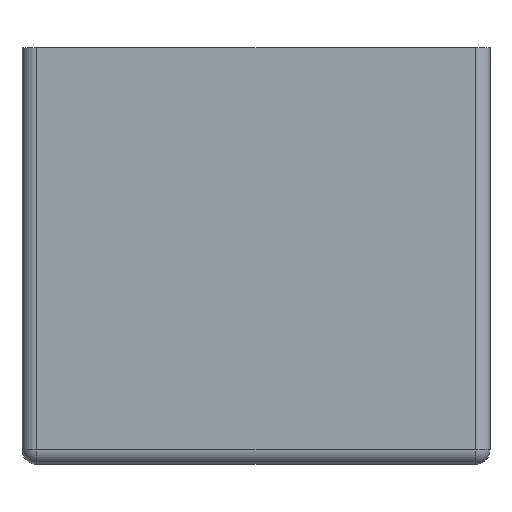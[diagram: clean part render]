
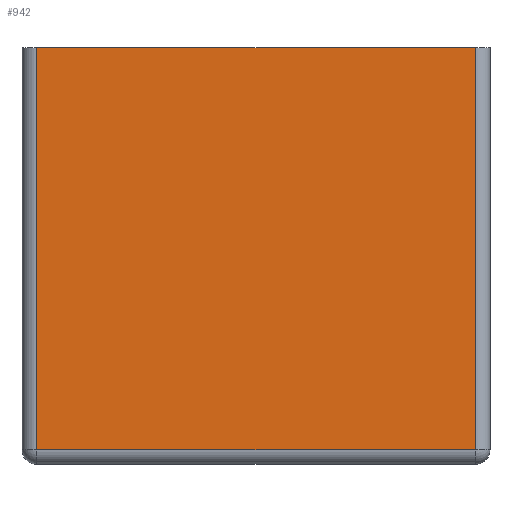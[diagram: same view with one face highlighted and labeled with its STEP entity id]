
A CAD part, front view. The second image highlights one B-rep face of the part: STEP entity #942.
In plain terms, the highlighted planar face has unit normal (0, -1, 0).
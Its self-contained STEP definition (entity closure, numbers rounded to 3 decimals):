
#72 = PLANE('',#73);
#73 = AXIS2_PLACEMENT_3D('',#74,#75,#76);
#74 = CARTESIAN_POINT('',(0.,0.,55.));
#75 = DIRECTION('',(0.,0.,1.));
#76 = DIRECTION('',(1.,0.,0.));
#497 = VERTEX_POINT('',#498);
#498 = CARTESIAN_POINT('',(-30.,-17.,55.));
#517 = CYLINDRICAL_SURFACE('',#518,2.);
#518 = AXIS2_PLACEMENT_3D('',#519,#520,#521);
#519 = CARTESIAN_POINT('',(-30.,-15.,0.));
#520 = DIRECTION('',(0.,0.,1.));
#521 = DIRECTION('',(1.,0.,0.));
#529 = EDGE_CURVE('',#530,#497,#532,.T.);
#530 = VERTEX_POINT('',#531);
#531 = CARTESIAN_POINT('',(30.,-17.,55.));
#532 = SURFACE_CURVE('',#533,(#537,#544),.PCURVE_S1.);
#533 = LINE('',#534,#535);
#534 = CARTESIAN_POINT('',(30.,-17.,55.));
#535 = VECTOR('',#536,1.);
#536 = DIRECTION('',(-1.,0.,0.));
#537 = PCURVE('',#72,#538);
#538 = DEFINITIONAL_REPRESENTATION('',(#539),#543);
#539 = LINE('',#540,#541);
#540 = CARTESIAN_POINT('',(30.,-17.));
#541 = VECTOR('',#542,1.);
#542 = DIRECTION('',(-1.,0.));
#543 = ( GEOMETRIC_REPRESENTATION_CONTEXT(2) 
PARAMETRIC_REPRESENTATION_CONTEXT() REPRESENTATION_CONTEXT('2D SPACE',''
  ) );
#544 = PCURVE('',#545,#550);
#545 = PLANE('',#546);
#546 = AXIS2_PLACEMENT_3D('',#547,#548,#549);
#547 = CARTESIAN_POINT('',(30.,-17.,0.));
#548 = DIRECTION('',(0.,-1.,0.));
#549 = DIRECTION('',(-1.,0.,0.));
#550 = DEFINITIONAL_REPRESENTATION('',(#551),#555);
#551 = LINE('',#552,#553);
#552 = CARTESIAN_POINT('',(0.,-55.));
#553 = VECTOR('',#554,1.);
#554 = DIRECTION('',(1.,0.));
#555 = ( GEOMETRIC_REPRESENTATION_CONTEXT(2) 
PARAMETRIC_REPRESENTATION_CONTEXT() REPRESENTATION_CONTEXT('2D SPACE',''
  ) );
#576 = CYLINDRICAL_SURFACE('',#577,2.);
#577 = AXIS2_PLACEMENT_3D('',#578,#579,#580);
#578 = CARTESIAN_POINT('',(30.,-15.,0.));
#579 = DIRECTION('',(0.,0.,1.));
#580 = DIRECTION('',(0.,1.,0.));
#871 = EDGE_CURVE('',#872,#530,#874,.T.);
#872 = VERTEX_POINT('',#873);
#873 = CARTESIAN_POINT('',(30.,-17.,0.));
#874 = SURFACE_CURVE('',#875,(#879,#886),.PCURVE_S1.);
#875 = LINE('',#876,#877);
#876 = CARTESIAN_POINT('',(30.,-17.,0.));
#877 = VECTOR('',#878,1.);
#878 = DIRECTION('',(0.,0.,1.));
#879 = PCURVE('',#576,#880);
#880 = DEFINITIONAL_REPRESENTATION('',(#881),#885);
#881 = LINE('',#882,#883);
#882 = CARTESIAN_POINT('',(-3.142,0.));
#883 = VECTOR('',#884,1.);
#884 = DIRECTION('',(-0.,1.));
#885 = ( GEOMETRIC_REPRESENTATION_CONTEXT(2) 
PARAMETRIC_REPRESENTATION_CONTEXT() REPRESENTATION_CONTEXT('2D SPACE',''
  ) );
#886 = PCURVE('',#545,#887);
#887 = DEFINITIONAL_REPRESENTATION('',(#888),#892);
#888 = LINE('',#889,#890);
#889 = CARTESIAN_POINT('',(0.,-0.));
#890 = VECTOR('',#891,1.);
#891 = DIRECTION('',(0.,-1.));
#892 = ( GEOMETRIC_REPRESENTATION_CONTEXT(2) 
PARAMETRIC_REPRESENTATION_CONTEXT() REPRESENTATION_CONTEXT('2D SPACE',''
  ) );
#942 = ADVANCED_FACE('',(#943),#545,.T.);
#943 = FACE_BOUND('',#944,.T.);
#944 = EDGE_LOOP('',(#945,#968,#994,#995));
#945 = ORIENTED_EDGE('',*,*,#946,.F.);
#946 = EDGE_CURVE('',#947,#497,#949,.T.);
#947 = VERTEX_POINT('',#948);
#948 = CARTESIAN_POINT('',(-30.,-17.,0.));
#949 = SURFACE_CURVE('',#950,(#954,#961),.PCURVE_S1.);
#950 = LINE('',#951,#952);
#951 = CARTESIAN_POINT('',(-30.,-17.,0.));
#952 = VECTOR('',#953,1.);
#953 = DIRECTION('',(0.,0.,1.));
#954 = PCURVE('',#545,#955);
#955 = DEFINITIONAL_REPRESENTATION('',(#956),#960);
#956 = LINE('',#957,#958);
#957 = CARTESIAN_POINT('',(60.,0.));
#958 = VECTOR('',#959,1.);
#959 = DIRECTION('',(0.,-1.));
#960 = ( GEOMETRIC_REPRESENTATION_CONTEXT(2) 
PARAMETRIC_REPRESENTATION_CONTEXT() REPRESENTATION_CONTEXT('2D SPACE',''
  ) );
#961 = PCURVE('',#517,#962);
#962 = DEFINITIONAL_REPRESENTATION('',(#963),#967);
#963 = LINE('',#964,#965);
#964 = CARTESIAN_POINT('',(-1.571,0.));
#965 = VECTOR('',#966,1.);
#966 = DIRECTION('',(-0.,1.));
#967 = ( GEOMETRIC_REPRESENTATION_CONTEXT(2) 
PARAMETRIC_REPRESENTATION_CONTEXT() REPRESENTATION_CONTEXT('2D SPACE',''
  ) );
#968 = ORIENTED_EDGE('',*,*,#969,.F.);
#969 = EDGE_CURVE('',#872,#947,#970,.T.);
#970 = SURFACE_CURVE('',#971,(#975,#982),.PCURVE_S1.);
#971 = LINE('',#972,#973);
#972 = CARTESIAN_POINT('',(30.,-17.,0.));
#973 = VECTOR('',#974,1.);
#974 = DIRECTION('',(-1.,0.,0.));
#975 = PCURVE('',#545,#976);
#976 = DEFINITIONAL_REPRESENTATION('',(#977),#981);
#977 = LINE('',#978,#979);
#978 = CARTESIAN_POINT('',(0.,-0.));
#979 = VECTOR('',#980,1.);
#980 = DIRECTION('',(1.,0.));
#981 = ( GEOMETRIC_REPRESENTATION_CONTEXT(2) 
PARAMETRIC_REPRESENTATION_CONTEXT() REPRESENTATION_CONTEXT('2D SPACE',''
  ) );
#982 = PCURVE('',#983,#988);
#983 = CYLINDRICAL_SURFACE('',#984,2.);
#984 = AXIS2_PLACEMENT_3D('',#985,#986,#987);
#985 = CARTESIAN_POINT('',(30.,-15.,0.));
#986 = DIRECTION('',(-1.,0.,0.));
#987 = DIRECTION('',(0.,0.,1.));
#988 = DEFINITIONAL_REPRESENTATION('',(#989),#993);
#989 = LINE('',#990,#991);
#990 = CARTESIAN_POINT('',(-1.571,0.));
#991 = VECTOR('',#992,1.);
#992 = DIRECTION('',(-0.,1.));
#993 = ( GEOMETRIC_REPRESENTATION_CONTEXT(2) 
PARAMETRIC_REPRESENTATION_CONTEXT() REPRESENTATION_CONTEXT('2D SPACE',''
  ) );
#994 = ORIENTED_EDGE('',*,*,#871,.T.);
#995 = ORIENTED_EDGE('',*,*,#529,.T.);
